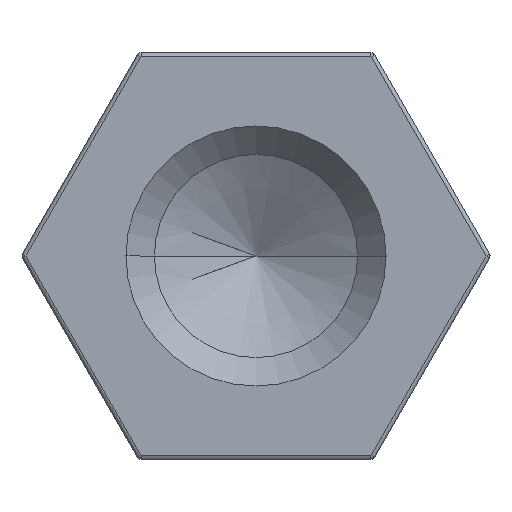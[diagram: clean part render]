
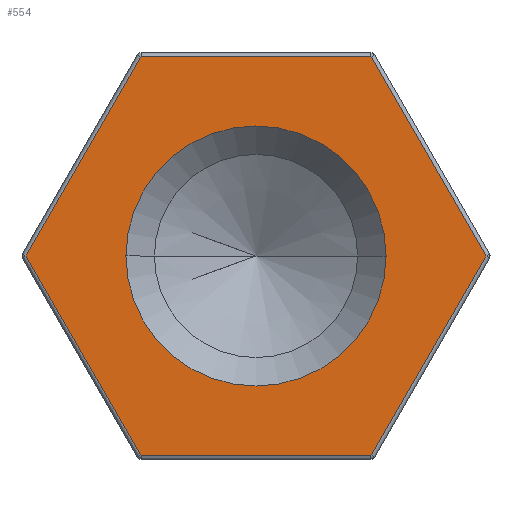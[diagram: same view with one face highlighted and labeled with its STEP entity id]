
A CAD part, left-side view. The second image highlights one B-rep face of the part: STEP entity #554.
In plain terms, the highlighted planar face has unit normal (-1, 0, 0).
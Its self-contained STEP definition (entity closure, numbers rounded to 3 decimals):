
#23 = CARTESIAN_POINT ( 'NONE',  ( 0., 0., 0. ) ) ;
#34 = ORIENTED_EDGE ( 'NONE', *, *, #221, .T. ) ;
#54 = EDGE_LOOP ( 'NONE', ( #1078, #176, #1108, #1405, #685, #110 ) ) ;
#85 = CARTESIAN_POINT ( 'NONE',  ( 0., -4.244, 2.45 ) ) ;
#86 = AXIS2_PLACEMENT_3D ( 'NONE', #709, #707, #788 ) ;
#92 = DIRECTION ( 'NONE',  ( 0., -0.5, 0.866 ) ) ;
#94 = DIRECTION ( 'NONE',  ( 0., 0.5, 0.866 ) ) ;
#95 = CARTESIAN_POINT ( 'NONE',  ( 0., -4.244, -2.45 ) ) ;
#110 = ORIENTED_EDGE ( 'NONE', *, *, #1170, .T. ) ;
#176 = ORIENTED_EDGE ( 'NONE', *, *, #184, .T. ) ;
#184 = EDGE_CURVE ( 'NONE', #1388, #832, #763, .T. ) ;
#204 = FACE_BOUND ( 'NONE', #312, .T. ) ;
#217 = VECTOR ( 'NONE', #94, 1000. ) ;
#221 = EDGE_CURVE ( 'NONE', #657, #245, #487, .T. ) ;
#234 = LINE ( 'NONE', #272, #841 ) ;
#245 = VERTEX_POINT ( 'NONE', #1015 ) ;
#253 = LINE ( 'NONE', #95, #529 ) ;
#270 = DIRECTION ( 'NONE',  ( 0., 0.5, -0.866 ) ) ;
#272 = CARTESIAN_POINT ( 'NONE',  ( 0., 4.244, 2.45 ) ) ;
#284 = VECTOR ( 'NONE', #471, 1000. ) ;
#291 = CARTESIAN_POINT ( 'NONE',  ( 0., 2.829, 4.9 ) ) ;
#298 = CARTESIAN_POINT ( 'NONE',  ( 0., -2.829, 4.9 ) ) ;
#312 = EDGE_LOOP ( 'NONE', ( #329, #34 ) ) ;
#329 = ORIENTED_EDGE ( 'NONE', *, *, #463, .T. ) ;
#363 = VERTEX_POINT ( 'NONE', #842 ) ;
#439 = VERTEX_POINT ( 'NONE', #1364 ) ;
#463 = EDGE_CURVE ( 'NONE', #245, #657, #1338, .T. ) ;
#471 = DIRECTION ( 'NONE',  ( 0., -0.5, -0.866 ) ) ;
#474 = CARTESIAN_POINT ( 'NONE',  ( 0., 4.244, -2.45 ) ) ;
#487 = CIRCLE ( 'NONE', #86, 3.2 ) ;
#529 = VECTOR ( 'NONE', #92, 1000. ) ;
#554 = ADVANCED_FACE ( 'NONE', ( #1385, #204 ), #1314, .F. ) ;
#555 = LINE ( 'NONE', #787, #1383 ) ;
#657 = VERTEX_POINT ( 'NONE', #1113 ) ;
#673 = VERTEX_POINT ( 'NONE', #778 ) ;
#678 = EDGE_CURVE ( 'NONE', #439, #673, #555, .T. ) ;
#685 = ORIENTED_EDGE ( 'NONE', *, *, #678, .T. ) ;
#700 = VERTEX_POINT ( 'NONE', #703 ) ;
#703 = CARTESIAN_POINT ( 'NONE',  ( 0., -5.658, 0. ) ) ;
#707 = DIRECTION ( 'NONE',  ( 1., 0., 0. ) ) ;
#709 = CARTESIAN_POINT ( 'NONE',  ( 0., 0., 0. ) ) ;
#748 = DIRECTION ( 'NONE',  ( 0., -1., 0. ) ) ;
#763 = LINE ( 'NONE', #998, #1320 ) ;
#775 = EDGE_CURVE ( 'NONE', #363, #439, #893, .T. ) ;
#778 = CARTESIAN_POINT ( 'NONE',  ( 0., -2.829, -4.9 ) ) ;
#787 = CARTESIAN_POINT ( 'NONE',  ( 0., 0., -4.9 ) ) ;
#788 = DIRECTION ( 'NONE',  ( 0., 1., 0. ) ) ;
#822 = EDGE_CURVE ( 'NONE', #832, #363, #234, .T. ) ;
#832 = VERTEX_POINT ( 'NONE', #291 ) ;
#841 = VECTOR ( 'NONE', #270, 1000. ) ;
#842 = CARTESIAN_POINT ( 'NONE',  ( 0., 5.658, 0. ) ) ;
#857 = DIRECTION ( 'NONE',  ( 0., 1., 0. ) ) ;
#877 = DIRECTION ( 'NONE',  ( 1., 0., 0. ) ) ;
#880 = CARTESIAN_POINT ( 'NONE',  ( 0., 0., 0. ) ) ;
#893 = LINE ( 'NONE', #474, #284 ) ;
#927 = DIRECTION ( 'NONE',  ( 0., 1., 0. ) ) ;
#998 = CARTESIAN_POINT ( 'NONE',  ( 0., 0., 4.9 ) ) ;
#1015 = CARTESIAN_POINT ( 'NONE',  ( 0., 3.2, 0. ) ) ;
#1049 = AXIS2_PLACEMENT_3D ( 'NONE', #23, #1330, #1329 ) ;
#1078 = ORIENTED_EDGE ( 'NONE', *, *, #1191, .T. ) ;
#1108 = ORIENTED_EDGE ( 'NONE', *, *, #822, .T. ) ;
#1113 = CARTESIAN_POINT ( 'NONE',  ( 0., -3.2, 0. ) ) ;
#1115 = LINE ( 'NONE', #85, #217 ) ;
#1133 = AXIS2_PLACEMENT_3D ( 'NONE', #880, #877, #857 ) ;
#1170 = EDGE_CURVE ( 'NONE', #673, #700, #253, .T. ) ;
#1191 = EDGE_CURVE ( 'NONE', #700, #1388, #1115, .T. ) ;
#1314 = PLANE ( 'NONE',  #1049 ) ;
#1320 = VECTOR ( 'NONE', #927, 1000. ) ;
#1329 = DIRECTION ( 'NONE',  ( 0., 1., 0. ) ) ;
#1330 = DIRECTION ( 'NONE',  ( 1., 0., 0. ) ) ;
#1338 = CIRCLE ( 'NONE', #1133, 3.2 ) ;
#1364 = CARTESIAN_POINT ( 'NONE',  ( 0., 2.829, -4.9 ) ) ;
#1383 = VECTOR ( 'NONE', #748, 1000. ) ;
#1385 = FACE_OUTER_BOUND ( 'NONE', #54, .T. ) ;
#1388 = VERTEX_POINT ( 'NONE', #298 ) ;
#1405 = ORIENTED_EDGE ( 'NONE', *, *, #775, .T. ) ;
